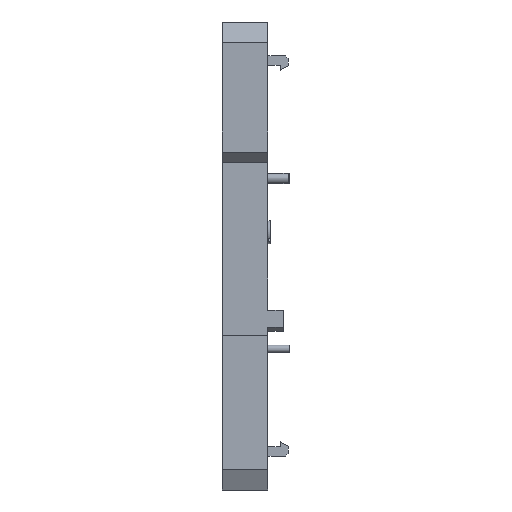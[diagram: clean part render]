
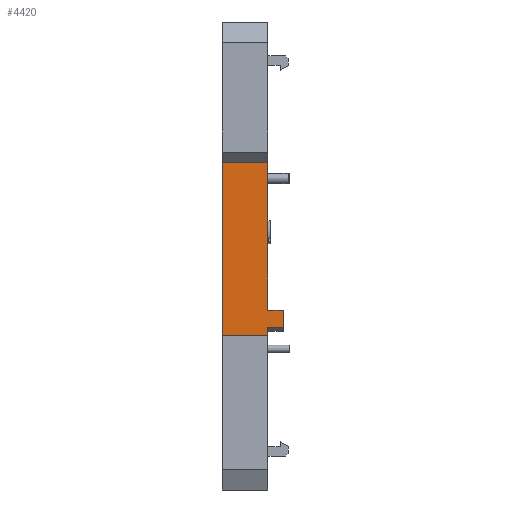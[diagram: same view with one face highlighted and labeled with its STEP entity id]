
A CAD part, front view. The second image highlights one B-rep face of the part: STEP entity #4420.
In plain terms, the highlighted planar face has unit normal (0, -1, 0).
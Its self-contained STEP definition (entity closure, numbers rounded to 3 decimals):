
#132 = ORIENTED_EDGE ( 'NONE', *, *, #5802, .T. ) ;
#650 = CARTESIAN_POINT ( 'NONE',  ( 7.5, -28.3, -14.034 ) ) ;
#792 = CARTESIAN_POINT ( 'NONE',  ( -4.5, -28.3, 18.5 ) ) ;
#861 = ORIENTED_EDGE ( 'NONE', *, *, #5107, .T. ) ;
#1014 = DIRECTION ( 'NONE',  ( 0., 0., 1. ) ) ;
#1252 = VECTOR ( 'NONE', #1014, 1000. ) ;
#1283 = CARTESIAN_POINT ( 'NONE',  ( 4.5, -28.3, -14.034 ) ) ;
#1544 = VERTEX_POINT ( 'NONE', #792 ) ;
#2008 = LINE ( 'NONE', #11723, #8362 ) ;
#2041 = VERTEX_POINT ( 'NONE', #3839 ) ;
#2384 = VECTOR ( 'NONE', #4463, 1000. ) ;
#2579 = VERTEX_POINT ( 'NONE', #12274 ) ;
#2740 = CARTESIAN_POINT ( 'NONE',  ( -4.5, -28.3, 18.5 ) ) ;
#2873 = VECTOR ( 'NONE', #13260, 1000. ) ;
#3758 = CARTESIAN_POINT ( 'NONE',  ( 4.5, -28.3, 18.5 ) ) ;
#3798 = DIRECTION ( 'NONE',  ( 0., 0., -1. ) ) ;
#3839 = CARTESIAN_POINT ( 'NONE',  ( 7.5, -28.3, -14.034 ) ) ;
#4169 = EDGE_CURVE ( 'NONE', #2041, #5688, #15314, .T. ) ;
#4420 = ADVANCED_FACE ( 'NONE', ( #5008 ), #13767, .F. ) ;
#4463 = DIRECTION ( 'NONE',  ( 0., 0., 1. ) ) ;
#4492 = CARTESIAN_POINT ( 'NONE',  ( -4.5, -28.3, -17.7 ) ) ;
#4509 = DIRECTION ( 'NONE',  ( -1., 0., 0. ) ) ;
#5008 = FACE_OUTER_BOUND ( 'NONE', #15251, .T. ) ;
#5013 = LINE ( 'NONE', #7382, #6007 ) ;
#5107 = EDGE_CURVE ( 'NONE', #2579, #5688, #7337, .T. ) ;
#5218 = VECTOR ( 'NONE', #9661, 1000. ) ;
#5481 = VERTEX_POINT ( 'NONE', #11424 ) ;
#5517 = ORIENTED_EDGE ( 'NONE', *, *, #7614, .T. ) ;
#5688 = VERTEX_POINT ( 'NONE', #1283 ) ;
#5802 = EDGE_CURVE ( 'NONE', #5481, #11395, #13326, .T. ) ;
#5822 = LINE ( 'NONE', #8263, #2384 ) ;
#6007 = VECTOR ( 'NONE', #3798, 1000. ) ;
#7200 = EDGE_CURVE ( 'NONE', #1544, #11395, #15685, .T. ) ;
#7337 = LINE ( 'NONE', #3758, #9411 ) ;
#7382 = CARTESIAN_POINT ( 'NONE',  ( 7.5, -28.3, -10.7 ) ) ;
#7546 = DIRECTION ( 'NONE',  ( 0., 0., 1. ) ) ;
#7614 = EDGE_CURVE ( 'NONE', #12998, #2579, #12015, .T. ) ;
#7664 = ORIENTED_EDGE ( 'NONE', *, *, #10269, .F. ) ;
#7795 = DIRECTION ( 'NONE',  ( -1., 0., 0. ) ) ;
#8150 = CARTESIAN_POINT ( 'NONE',  ( 4.5, -28.3, 18.5 ) ) ;
#8263 = CARTESIAN_POINT ( 'NONE',  ( -4.5, -28.3, 18.5 ) ) ;
#8362 = VECTOR ( 'NONE', #4509, 1000. ) ;
#8457 = DIRECTION ( 'NONE',  ( 0., 0., 1. ) ) ;
#8497 = DIRECTION ( 'NONE',  ( 0., 1., 0. ) ) ;
#8630 = CARTESIAN_POINT ( 'NONE',  ( 4.5, -28.3, 18.5 ) ) ;
#9007 = EDGE_CURVE ( 'NONE', #12998, #1544, #5822, .T. ) ;
#9060 = CARTESIAN_POINT ( 'NONE',  ( 7.5, -28.3, -10.7 ) ) ;
#9411 = VECTOR ( 'NONE', #8457, 1000. ) ;
#9661 = DIRECTION ( 'NONE',  ( 1., 0., 0. ) ) ;
#10041 = VECTOR ( 'NONE', #7795, 1000. ) ;
#10269 = EDGE_CURVE ( 'NONE', #15289, #2041, #5013, .T. ) ;
#10617 = ORIENTED_EDGE ( 'NONE', *, *, #7200, .F. ) ;
#10917 = CARTESIAN_POINT ( 'NONE',  ( -4.5, -28.3, 18.5 ) ) ;
#11242 = ORIENTED_EDGE ( 'NONE', *, *, #9007, .F. ) ;
#11395 = VERTEX_POINT ( 'NONE', #8630 ) ;
#11424 = CARTESIAN_POINT ( 'NONE',  ( 4.5, -28.3, -10.7 ) ) ;
#11610 = ORIENTED_EDGE ( 'NONE', *, *, #12243, .T. ) ;
#11682 = ORIENTED_EDGE ( 'NONE', *, *, #4169, .F. ) ;
#11691 = CARTESIAN_POINT ( 'NONE',  ( -4.5, -28.3, -17.7 ) ) ;
#11723 = CARTESIAN_POINT ( 'NONE',  ( 7.5, -28.3, -10.7 ) ) ;
#12015 = LINE ( 'NONE', #4492, #5218 ) ;
#12243 = EDGE_CURVE ( 'NONE', #15289, #5481, #2008, .T. ) ;
#12274 = CARTESIAN_POINT ( 'NONE',  ( 4.5, -28.3, -17.7 ) ) ;
#12998 = VERTEX_POINT ( 'NONE', #11691 ) ;
#13260 = DIRECTION ( 'NONE',  ( 1., 0., 0. ) ) ;
#13294 = AXIS2_PLACEMENT_3D ( 'NONE', #2740, #8497, #7546 ) ;
#13326 = LINE ( 'NONE', #8150, #1252 ) ;
#13767 = PLANE ( 'NONE',  #13294 ) ;
#15251 = EDGE_LOOP ( 'NONE', ( #861, #11682, #7664, #11610, #132, #10617, #11242, #5517 ) ) ;
#15289 = VERTEX_POINT ( 'NONE', #9060 ) ;
#15314 = LINE ( 'NONE', #650, #10041 ) ;
#15685 = LINE ( 'NONE', #10917, #2873 ) ;
